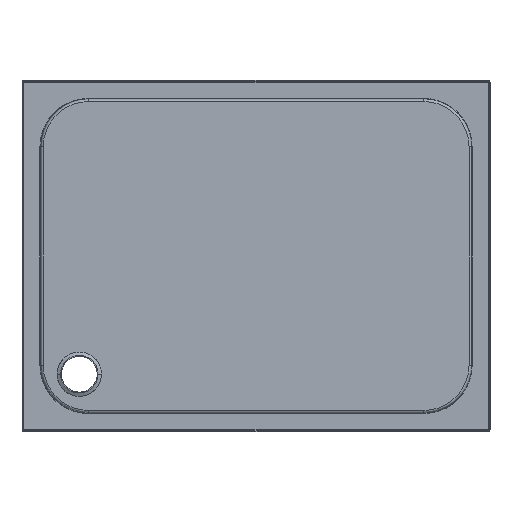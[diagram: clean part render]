
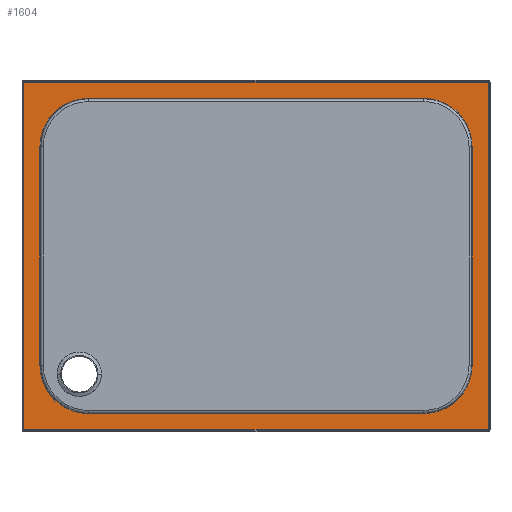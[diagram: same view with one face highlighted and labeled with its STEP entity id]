
A CAD part, front view. The second image highlights one B-rep face of the part: STEP entity #1604.
In plain terms, the highlighted planar face has unit normal (0, -1, 0).
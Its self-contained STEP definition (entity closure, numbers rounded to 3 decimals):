
#10 = VECTOR ( 'NONE', #4583, 1000. ) ;
#44 = VERTEX_POINT ( 'NONE', #56 ) ;
#51 = CARTESIAN_POINT ( 'NONE',  ( 554.073, 46., -280. ) ) ;
#56 = CARTESIAN_POINT ( 'NONE',  ( 596., 46., 446. ) ) ;
#95 = VECTOR ( 'NONE', #4155, 1000. ) ;
#228 = ORIENTED_EDGE ( 'NONE', *, *, #3670, .F. ) ;
#317 =( BOUNDED_CURVE ( )  B_SPLINE_CURVE ( 3, ( #1359, #3337, #5388, #4555 ),
 .UNSPECIFIED., .F., .T. ) 
 B_SPLINE_CURVE_WITH_KNOTS ( ( 4, 4 ),
 ( 3.142, 4.712 ),
 .UNSPECIFIED. ) 
 CURVE ( )  GEOMETRIC_REPRESENTATION_ITEM ( )  RATIONAL_B_SPLINE_CURVE ( ( 1., 0.805, 0.805, 1. ) ) 
 REPRESENTATION_ITEM ( '' )  );
#321 = VERTEX_POINT ( 'NONE', #3059 ) ;
#344 = LINE ( 'NONE', #697, #1236 ) ;
#387 = VECTOR ( 'NONE', #3716, 1000. ) ;
#391 = LINE ( 'NONE', #3749, #10 ) ;
#421 = VERTEX_POINT ( 'NONE', #4994 ) ;
#492 =( BOUNDED_CURVE ( )  B_SPLINE_CURVE ( 3, ( #3190, #3590, #4844, #5340 ),
 .UNSPECIFIED., .F., .T. ) 
 B_SPLINE_CURVE_WITH_KNOTS ( ( 4, 4 ),
 ( 0., 1.571 ),
 .UNSPECIFIED. ) 
 CURVE ( )  GEOMETRIC_REPRESENTATION_ITEM ( )  RATIONAL_B_SPLINE_CURVE ( ( 1., 0.805, 0.805, 1. ) ) 
 REPRESENTATION_ITEM ( '' )  );
#504 = EDGE_LOOP ( 'NONE', ( #4415, #3487, #3908, #2681, #3723, #3593, #3937, #228 ) ) ;
#546 = LINE ( 'NONE', #2215, #5381 ) ;
#697 = CARTESIAN_POINT ( 'NONE',  ( -553.928, 46., 0. ) ) ;
#793 = CARTESIAN_POINT ( 'NONE',  ( -596., 46., 446. ) ) ;
#830 = CARTESIAN_POINT ( 'NONE',  ( 0., 46., 404. ) ) ;
#834 = VERTEX_POINT ( 'NONE', #793 ) ;
#866 = VERTEX_POINT ( 'NONE', #2872 ) ;
#879 = VERTEX_POINT ( 'NONE', #3329 ) ;
#1163 = DIRECTION ( 'NONE',  ( 0., 0., 1. ) ) ;
#1190 = ORIENTED_EDGE ( 'NONE', *, *, #3704, .F. ) ;
#1213 = LINE ( 'NONE', #3617, #4937 ) ;
#1236 = VECTOR ( 'NONE', #5314, 1000. ) ;
#1294 = LINE ( 'NONE', #1646, #387 ) ;
#1359 = CARTESIAN_POINT ( 'NONE',  ( 554.073, 46., 280. ) ) ;
#1391 = DIRECTION ( 'NONE',  ( 1., 0., 0. ) ) ;
#1540 = DIRECTION ( 'NONE',  ( 0., 0., -1. ) ) ;
#1598 = CARTESIAN_POINT ( 'NONE',  ( 596., 46., -446. ) ) ;
#1604 = ADVANCED_FACE ( 'NONE', ( #5321, #4909 ), #3271, .F. ) ;
#1646 = CARTESIAN_POINT ( 'NONE',  ( 0., 46., -404. ) ) ;
#2147 = DIRECTION ( 'NONE',  ( 0., 0., 1. ) ) ;
#2169 = VERTEX_POINT ( 'NONE', #5031 ) ;
#2212 = EDGE_CURVE ( 'NONE', #2169, #5170, #1294, .T. ) ;
#2215 = CARTESIAN_POINT ( 'NONE',  ( 0., 46., 446. ) ) ;
#2236 = CARTESIAN_POINT ( 'NONE',  ( 554.073, 46., -280. ) ) ;
#2266 = CARTESIAN_POINT ( 'NONE',  ( 554.073, 46., -352.638 ) ) ;
#2455 = VERTEX_POINT ( 'NONE', #3935 ) ;
#2515 =( BOUNDED_CURVE ( )  B_SPLINE_CURVE ( 3, ( #2734, #3542, #2266, #2236 ),
 .UNSPECIFIED., .F., .T. ) 
 B_SPLINE_CURVE_WITH_KNOTS ( ( 4, 4 ),
 ( 1.571, 3.142 ),
 .UNSPECIFIED. ) 
 CURVE ( )  GEOMETRIC_REPRESENTATION_ITEM ( )  RATIONAL_B_SPLINE_CURVE ( ( 1., 0.805, 0.805, 1. ) ) 
 REPRESENTATION_ITEM ( '' )  );
#2546 =( BOUNDED_CURVE ( )  B_SPLINE_CURVE ( 3, ( #2741, #3877, #4340, #4365 ),
 .UNSPECIFIED., .F., .T. ) 
 B_SPLINE_CURVE_WITH_KNOTS ( ( 4, 4 ),
 ( 4.712, 6.283 ),
 .UNSPECIFIED. ) 
 CURVE ( )  GEOMETRIC_REPRESENTATION_ITEM ( )  RATIONAL_B_SPLINE_CURVE ( ( 1., 0.805, 0.805, 1. ) ) 
 REPRESENTATION_ITEM ( '' )  );
#2681 = ORIENTED_EDGE ( 'NONE', *, *, #3121, .F. ) ;
#2701 = EDGE_LOOP ( 'NONE', ( #5027, #1190, #4487, #2783 ) ) ;
#2734 = CARTESIAN_POINT ( 'NONE',  ( 430.053, 46., -404. ) ) ;
#2741 = CARTESIAN_POINT ( 'NONE',  ( -429.907, 46., 404. ) ) ;
#2763 = EDGE_CURVE ( 'NONE', #5170, #2996, #2515, .T. ) ;
#2783 = ORIENTED_EDGE ( 'NONE', *, *, #4682, .F. ) ;
#2872 = CARTESIAN_POINT ( 'NONE',  ( -429.907, 46., 404. ) ) ;
#2996 = VERTEX_POINT ( 'NONE', #51 ) ;
#3013 = EDGE_CURVE ( 'NONE', #2996, #2455, #5069, .T. ) ;
#3059 = CARTESIAN_POINT ( 'NONE',  ( -553.928, 46., 280. ) ) ;
#3098 = VERTEX_POINT ( 'NONE', #3812 ) ;
#3121 = EDGE_CURVE ( 'NONE', #421, #2169, #492, .T. ) ;
#3190 = CARTESIAN_POINT ( 'NONE',  ( -553.928, 46., -280. ) ) ;
#3224 = CARTESIAN_POINT ( 'NONE',  ( 0., 46., 0. ) ) ;
#3271 = PLANE ( 'NONE',  #3492 ) ;
#3284 = VECTOR ( 'NONE', #1540, 1000. ) ;
#3308 = EDGE_CURVE ( 'NONE', #3098, #834, #1213, .T. ) ;
#3329 = CARTESIAN_POINT ( 'NONE',  ( 430.053, 46., 404. ) ) ;
#3337 = CARTESIAN_POINT ( 'NONE',  ( 554.073, 46., 352.638 ) ) ;
#3393 = CARTESIAN_POINT ( 'NONE',  ( 430.053, 46., -404. ) ) ;
#3412 = EDGE_CURVE ( 'NONE', #44, #4983, #4508, .T. ) ;
#3482 = EDGE_CURVE ( 'NONE', #321, #421, #344, .T. ) ;
#3487 = ORIENTED_EDGE ( 'NONE', *, *, #2763, .F. ) ;
#3492 = AXIS2_PLACEMENT_3D ( 'NONE', #3224, #5347, #5240 ) ;
#3542 = CARTESIAN_POINT ( 'NONE',  ( 502.702, 46., -404. ) ) ;
#3590 = CARTESIAN_POINT ( 'NONE',  ( -553.928, 46., -352.638 ) ) ;
#3593 = ORIENTED_EDGE ( 'NONE', *, *, #4609, .F. ) ;
#3617 = CARTESIAN_POINT ( 'NONE',  ( -596., 46., 0. ) ) ;
#3670 = EDGE_CURVE ( 'NONE', #2455, #879, #317, .T. ) ;
#3704 = EDGE_CURVE ( 'NONE', #4983, #3098, #391, .T. ) ;
#3716 = DIRECTION ( 'NONE',  ( 1., 0., 0. ) ) ;
#3718 = EDGE_CURVE ( 'NONE', #879, #866, #5139, .T. ) ;
#3723 = ORIENTED_EDGE ( 'NONE', *, *, #3482, .F. ) ;
#3749 = CARTESIAN_POINT ( 'NONE',  ( 0., 46., -446. ) ) ;
#3812 = CARTESIAN_POINT ( 'NONE',  ( -596., 46., -446. ) ) ;
#3877 = CARTESIAN_POINT ( 'NONE',  ( -502.557, 46., 404. ) ) ;
#3908 = ORIENTED_EDGE ( 'NONE', *, *, #2212, .F. ) ;
#3935 = CARTESIAN_POINT ( 'NONE',  ( 554.073, 46., 280. ) ) ;
#3937 = ORIENTED_EDGE ( 'NONE', *, *, #3718, .F. ) ;
#4155 = DIRECTION ( 'NONE',  ( -1., 0., 0. ) ) ;
#4217 = CARTESIAN_POINT ( 'NONE',  ( 554.073, 46., 0. ) ) ;
#4340 = CARTESIAN_POINT ( 'NONE',  ( -553.928, 46., 352.638 ) ) ;
#4365 = CARTESIAN_POINT ( 'NONE',  ( -553.928, 46., 280. ) ) ;
#4415 = ORIENTED_EDGE ( 'NONE', *, *, #3013, .F. ) ;
#4484 = CARTESIAN_POINT ( 'NONE',  ( 596., 46., 0. ) ) ;
#4487 = ORIENTED_EDGE ( 'NONE', *, *, #3412, .F. ) ;
#4508 = LINE ( 'NONE', #4484, #3284 ) ;
#4555 = CARTESIAN_POINT ( 'NONE',  ( 430.053, 46., 404. ) ) ;
#4583 = DIRECTION ( 'NONE',  ( -1., 0., 0. ) ) ;
#4609 = EDGE_CURVE ( 'NONE', #866, #321, #2546, .T. ) ;
#4682 = EDGE_CURVE ( 'NONE', #834, #44, #546, .T. ) ;
#4844 = CARTESIAN_POINT ( 'NONE',  ( -502.557, 46., -404. ) ) ;
#4909 = FACE_OUTER_BOUND ( 'NONE', #2701, .T. ) ;
#4937 = VECTOR ( 'NONE', #1163, 1000. ) ;
#4983 = VERTEX_POINT ( 'NONE', #1598 ) ;
#4994 = CARTESIAN_POINT ( 'NONE',  ( -553.928, 46., -280. ) ) ;
#5027 = ORIENTED_EDGE ( 'NONE', *, *, #3308, .F. ) ;
#5031 = CARTESIAN_POINT ( 'NONE',  ( -429.907, 46., -404. ) ) ;
#5060 = VECTOR ( 'NONE', #2147, 1000. ) ;
#5069 = LINE ( 'NONE', #4217, #5060 ) ;
#5139 = LINE ( 'NONE', #830, #95 ) ;
#5170 = VERTEX_POINT ( 'NONE', #3393 ) ;
#5240 = DIRECTION ( 'NONE',  ( 0., 0., 1. ) ) ;
#5314 = DIRECTION ( 'NONE',  ( 0., 0., -1. ) ) ;
#5321 = FACE_BOUND ( 'NONE', #504, .T. ) ;
#5340 = CARTESIAN_POINT ( 'NONE',  ( -429.907, 46., -404. ) ) ;
#5347 = DIRECTION ( 'NONE',  ( 0., 1., 0. ) ) ;
#5381 = VECTOR ( 'NONE', #1391, 1000. ) ;
#5388 = CARTESIAN_POINT ( 'NONE',  ( 502.702, 46., 404. ) ) ;
